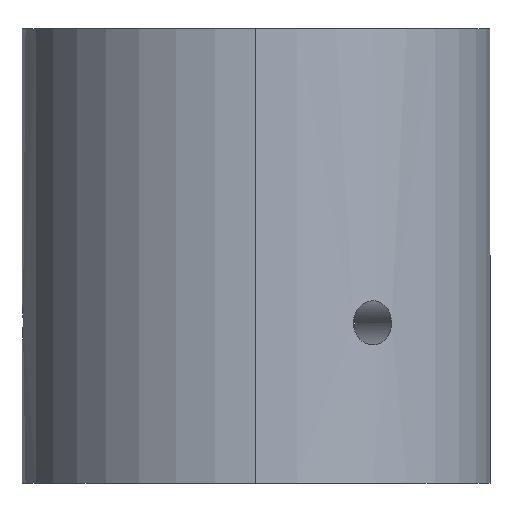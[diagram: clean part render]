
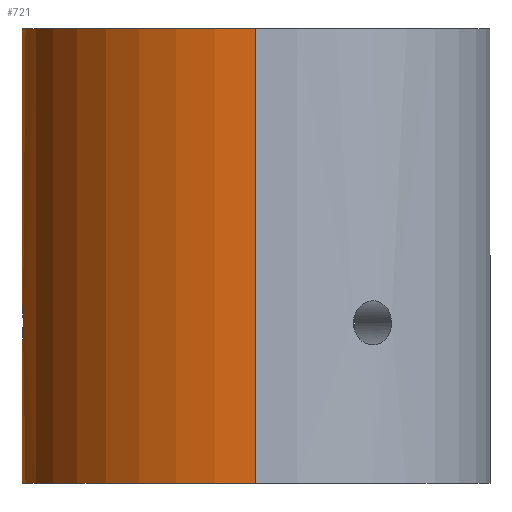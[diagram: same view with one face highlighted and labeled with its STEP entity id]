
A CAD part, left-side view. The second image highlights one B-rep face of the part: STEP entity #721.
In plain terms, the highlighted cylindrical face has radius 17.5 mm (diameter 35 mm), a partial arc.
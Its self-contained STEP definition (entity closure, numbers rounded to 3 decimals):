
#6 = CARTESIAN_POINT ( 'NONE',  ( 1.65, 17.422, -22.11 ) ) ;
#9 = CARTESIAN_POINT ( 'NONE',  ( 1.566, 17.43, -21.469 ) ) ;
#12 = CARTESIAN_POINT ( 'NONE',  ( 1.597, 17.427, -22.428 ) ) ;
#27 = LINE ( 'NONE', #352, #728 ) ;
#44 = CARTESIAN_POINT ( 'NONE',  ( -1.65, 17.422, -22.107 ) ) ;
#49 = CARTESIAN_POINT ( 'NONE',  ( 0., 17.5, -23.65 ) ) ;
#55 = DIRECTION ( 'NONE',  ( 1., 0., 0. ) ) ;
#60 = EDGE_CURVE ( 'NONE', #336, #674, #27, .T. ) ;
#67 = VERTEX_POINT ( 'NONE', #513 ) ;
#79 = CARTESIAN_POINT ( 'NONE',  ( 0.215, 17.5, -23.65 ) ) ;
#84 = CARTESIAN_POINT ( 'NONE',  ( 1.565, 17.43, -22.533 ) ) ;
#89 = CARTESIAN_POINT ( 'NONE',  ( 1.483, 17.437, -21.269 ) ) ;
#98 = CARTESIAN_POINT ( 'NONE',  ( -0.732, 17.485, -20.517 ) ) ;
#104 = CARTESIAN_POINT ( 'NONE',  ( -1.319, 17.451, -20.986 ) ) ;
#113 = CARTESIAN_POINT ( 'NONE',  ( -0.427, 17.495, -20.403 ) ) ;
#130 = CARTESIAN_POINT ( 'NONE',  ( -1.607, 17.426, -21.567 ) ) ;
#134 = CARTESIAN_POINT ( 'NONE',  ( -1.432, 17.441, -22.827 ) ) ;
#160 = ORIENTED_EDGE ( 'NONE', *, *, #395, .T. ) ;
#161 = CARTESIAN_POINT ( 'NONE',  ( 1.016, 17.471, -20.682 ) ) ;
#162 = EDGE_CURVE ( 'NONE', #674, #67, #411, .T. ) ;
#172 = CARTESIAN_POINT ( 'NONE',  ( 0.83, 17.481, -23.442 ) ) ;
#175 = EDGE_CURVE ( 'NONE', #622, #339, #974, .T. ) ;
#179 = CARTESIAN_POINT ( 'NONE',  ( 0., 0., 0. ) ) ;
#207 = CARTESIAN_POINT ( 'NONE',  ( -1.007, 17.471, -23.312 ) ) ;
#212 = CARTESIAN_POINT ( 'NONE',  ( -1.442, 17.441, -21.17 ) ) ;
#217 = CARTESIAN_POINT ( 'NONE',  ( -0.429, 17.495, -23.597 ) ) ;
#242 = CARTESIAN_POINT ( 'NONE',  ( 1.433, 17.441, -21.174 ) ) ;
#248 = CARTESIAN_POINT ( 'NONE',  ( 1.598, 17.427, -21.574 ) ) ;
#252 = CARTESIAN_POINT ( 'NONE',  ( 0.832, 17.481, -20.559 ) ) ;
#262 = VECTOR ( 'NONE', #877, 1000. ) ;
#278 = DIRECTION ( 'NONE',  ( 1., 0., 0. ) ) ;
#303 = CARTESIAN_POINT ( 'NONE',  ( -1.312, 17.451, -23.006 ) ) ;
#328 = CARTESIAN_POINT ( 'NONE',  ( 1.313, 17.451, -20.995 ) ) ;
#333 = CARTESIAN_POINT ( 'NONE',  ( 1.312, 17.451, -23.007 ) ) ;
#336 = VERTEX_POINT ( 'NONE', #577 ) ;
#339 = VERTEX_POINT ( 'NONE', #908 ) ;
#343 = CARTESIAN_POINT ( 'NONE',  ( 1.65, 17.422, -21.892 ) ) ;
#352 = CARTESIAN_POINT ( 'NONE',  ( 17.5, 0., 0. ) ) ;
#364 = ORIENTED_EDGE ( 'NONE', *, *, #162, .F. ) ;
#388 = CARTESIAN_POINT ( 'NONE',  ( -0.731, 17.485, -23.483 ) ) ;
#393 = ORIENTED_EDGE ( 'NONE', *, *, #970, .T. ) ;
#394 = CARTESIAN_POINT ( 'NONE',  ( 17.5, 0., 0. ) ) ;
#395 = EDGE_CURVE ( 'NONE', #336, #803, #1020, .T. ) ;
#409 = DIRECTION ( 'NONE',  ( 1., 0., 0. ) ) ;
#411 = CIRCLE ( 'NONE', #469, 17.5 ) ;
#416 = CARTESIAN_POINT ( 'NONE',  ( 1.432, 17.441, -22.828 ) ) ;
#424 = CARTESIAN_POINT ( 'NONE',  ( 0.218, 17.5, -20.35 ) ) ;
#452 = CARTESIAN_POINT ( 'NONE',  ( -1.483, 17.437, -22.731 ) ) ;
#455 = CARTESIAN_POINT ( 'NONE',  ( -1.65, 17.422, -21.784 ) ) ;
#460 = FACE_OUTER_BOUND ( 'NONE', #686, .T. ) ;
#469 = AXIS2_PLACEMENT_3D ( 'NONE', #179, #714, #278 ) ;
#493 = CARTESIAN_POINT ( 'NONE',  ( 0., 17.5, -23.65 ) ) ;
#496 = CARTESIAN_POINT ( 'NONE',  ( 1.639, 17.423, -21.785 ) ) ;
#504 = CARTESIAN_POINT ( 'NONE',  ( 1.482, 17.437, -22.733 ) ) ;
#513 = CARTESIAN_POINT ( 'NONE',  ( -17.5, 0., 0. ) ) ;
#517 = DIRECTION ( 'NONE',  ( 0., 0., 1. ) ) ;
#529 = CYLINDRICAL_SURFACE ( 'NONE', #604, 17.5 ) ;
#540 = CARTESIAN_POINT ( 'NONE',  ( -0.108, 17.5, -23.65 ) ) ;
#577 = CARTESIAN_POINT ( 'NONE',  ( 17.5, 0., -34. ) ) ;
#589 = CARTESIAN_POINT ( 'NONE',  ( 1.244, 17.456, -20.91 ) ) ;
#599 = CARTESIAN_POINT ( 'NONE',  ( 0.433, 17.496, -23.607 ) ) ;
#604 = AXIS2_PLACEMENT_3D ( 'NONE', #1059, #992, #55 ) ;
#617 = CARTESIAN_POINT ( 'NONE',  ( -1.091, 17.466, -20.757 ) ) ;
#622 = VERTEX_POINT ( 'NONE', #704 ) ;
#627 = CARTESIAN_POINT ( 'NONE',  ( -17.5, 0., 0. ) ) ;
#643 = EDGE_CURVE ( 'NONE', #803, #67, #1008, .T. ) ;
#650 = CARTESIAN_POINT ( 'NONE',  ( -1.639, 17.423, -22.216 ) ) ;
#656 = CARTESIAN_POINT ( 'NONE',  ( -17.5, 0., -34. ) ) ;
#674 = VERTEX_POINT ( 'NONE', #394 ) ;
#677 = CARTESIAN_POINT ( 'NONE',  ( 0., 0., -34. ) ) ;
#686 = EDGE_LOOP ( 'NONE', ( #160, #1010, #364, #1067 ) ) ;
#704 = CARTESIAN_POINT ( 'NONE',  ( 0., 17.5, -20.35 ) ) ;
#709 = CARTESIAN_POINT ( 'NONE',  ( -0.827, 17.481, -20.568 ) ) ;
#714 = DIRECTION ( 'NONE',  ( 0., 0., 1. ) ) ;
#721 = ADVANCED_FACE ( 'NONE', ( #988, #460 ), #529, .T. ) ;
#726 = CARTESIAN_POINT ( 'NONE',  ( -1.597, 17.427, -22.428 ) ) ;
#728 = VECTOR ( 'NONE', #517, 1000. ) ;
#733 = CARTESIAN_POINT ( 'NONE',  ( -1.566, 17.43, -22.531 ) ) ;
#755 = CARTESIAN_POINT ( 'NONE',  ( 1.242, 17.456, -23.092 ) ) ;
#765 = CARTESIAN_POINT ( 'NONE',  ( 1.014, 17.471, -23.32 ) ) ;
#788 = CARTESIAN_POINT ( 'NONE',  ( 0., 17.5, -20.35 ) ) ;
#800 = CARTESIAN_POINT ( 'NONE',  ( -0.532, 17.492, -23.566 ) ) ;
#803 = VERTEX_POINT ( 'NONE', #656 ) ;
#810 = CARTESIAN_POINT ( 'NONE',  ( -1.09, 17.466, -23.244 ) ) ;
#835 = DIRECTION ( 'NONE',  ( 0., 0., 1. ) ) ;
#837 = CARTESIAN_POINT ( 'NONE',  ( 1.639, 17.423, -22.217 ) ) ;
#842 = ORIENTED_EDGE ( 'NONE', *, *, #175, .T. ) ;
#846 = CARTESIAN_POINT ( 'NONE',  ( 0.435, 17.496, -20.394 ) ) ;
#877 = DIRECTION ( 'NONE',  ( 0., 0., 1. ) ) ;
#882 = CARTESIAN_POINT ( 'NONE',  ( -0.109, 17.5, -20.35 ) ) ;
#897 = CARTESIAN_POINT ( 'NONE',  ( -0.828, 17.481, -23.431 ) ) ;
#908 = CARTESIAN_POINT ( 'NONE',  ( 0., 17.5, -23.65 ) ) ;
#925 = B_SPLINE_CURVE_WITH_KNOTS ( 'NONE', 3,
 ( #493, #79, #599, #172, #765, #755, #333, #416, #504, #84, #12, #837, #6, #343, #496, #248, #9, #89, #242, #328, #589, #161, #252, #846, #424, #1018 ),
 .UNSPECIFIED., .F., .F.,
 ( 4, 2, 2, 2, 2, 2, 2, 2, 2, 2, 2, 2, 4 ),
 ( 0.005, 0.006, 0.006, 0.007, 0.007, 0.007, 0.008, 0.008, 0.008, 0.009, 0.009, 0.01, 0.01 ),
 .UNSPECIFIED. ) ;
#948 = CARTESIAN_POINT ( 'NONE',  ( -1.006, 17.471, -20.688 ) ) ;
#966 = CARTESIAN_POINT ( 'NONE',  ( -0.216, 17.499, -20.361 ) ) ;
#968 = CARTESIAN_POINT ( 'NONE',  ( -0.217, 17.499, -23.639 ) ) ;
#970 = EDGE_CURVE ( 'NONE', #339, #622, #925, .T. ) ;
#974 = B_SPLINE_CURVE_WITH_KNOTS ( 'NONE', 3,
 ( #788, #882, #966, #113, #1035, #98, #709, #948, #617, #104, #212, #130, #455, #44, #650, #726, #733, #452, #134, #303, #978, #810, #207, #897, #388, #800, #217, #968, #540, #49 ),
 .UNSPECIFIED., .F., .F.,
 ( 4, 2, 2, 2, 2, 2, 2, 2, 2, 2, 2, 2, 2, 2, 4 ),
 ( 0., 0., 0.001, 0.001, 0.001, 0.002, 0.003, 0.003, 0.003, 0.004, 0.004, 0.004, 0.005, 0.005, 0.005 ),
 .UNSPECIFIED. ) ;
#978 = CARTESIAN_POINT ( 'NONE',  ( -1.244, 17.456, -23.089 ) ) ;
#988 = FACE_BOUND ( 'NONE', #1034, .T. ) ;
#992 = DIRECTION ( 'NONE',  ( 0., 0., 1. ) ) ;
#1008 = LINE ( 'NONE', #627, #262 ) ;
#1010 = ORIENTED_EDGE ( 'NONE', *, *, #643, .T. ) ;
#1018 = CARTESIAN_POINT ( 'NONE',  ( 0., 17.5, -20.35 ) ) ;
#1020 = CIRCLE ( 'NONE', #1045, 17.5 ) ;
#1034 = EDGE_LOOP ( 'NONE', ( #842, #393 ) ) ;
#1035 = CARTESIAN_POINT ( 'NONE',  ( -0.532, 17.492, -20.434 ) ) ;
#1045 = AXIS2_PLACEMENT_3D ( 'NONE', #677, #835, #409 ) ;
#1059 = CARTESIAN_POINT ( 'NONE',  ( 0., 0., 0. ) ) ;
#1067 = ORIENTED_EDGE ( 'NONE', *, *, #60, .F. ) ;
